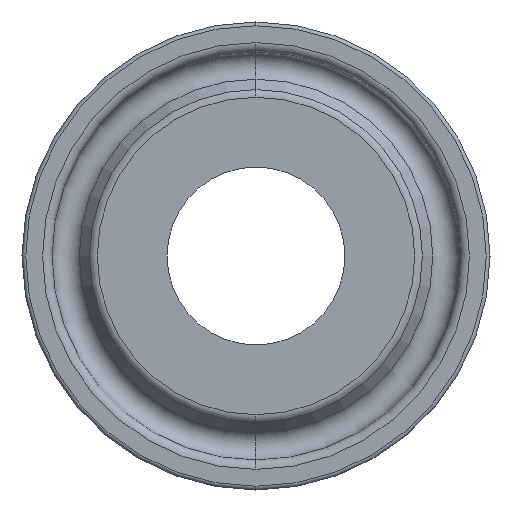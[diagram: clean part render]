
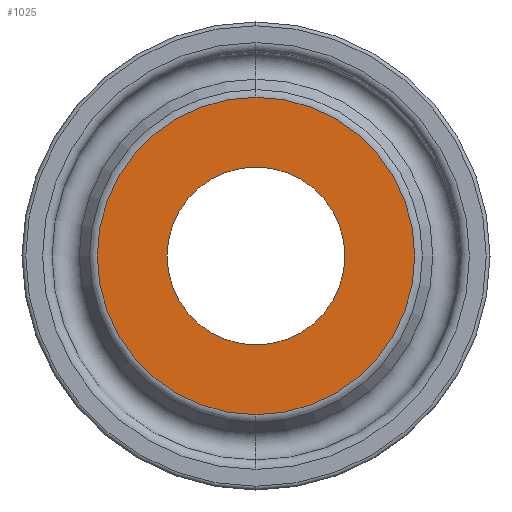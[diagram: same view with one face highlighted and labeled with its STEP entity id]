
A CAD part, left-side view. The second image highlights one B-rep face of the part: STEP entity #1025.
In plain terms, the highlighted planar face has unit normal (-1, 0, 0).
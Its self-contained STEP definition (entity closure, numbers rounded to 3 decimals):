
#15 = ORIENTED_EDGE ( 'NONE', *, *, #78, .F. ) ;
#40 = DIRECTION ( 'NONE',  ( 0., 0., 1. ) ) ;
#52 = CIRCLE ( 'NONE', #900, 4.75 ) ;
#61 = CARTESIAN_POINT ( 'NONE',  ( 0.8, 0., -8.478 ) ) ;
#76 = AXIS2_PLACEMENT_3D ( 'NONE', #530, #947, #1085 ) ;
#78 = EDGE_CURVE ( 'NONE', #582, #853, #52, .T. ) ;
#98 = AXIS2_PLACEMENT_3D ( 'NONE', #615, #956, #442 ) ;
#107 = DIRECTION ( 'NONE',  ( 0., 0., 1. ) ) ;
#197 = DIRECTION ( 'NONE',  ( -1., 0., 0. ) ) ;
#220 = DIRECTION ( 'NONE',  ( 0., 0., 1. ) ) ;
#221 = EDGE_LOOP ( 'NONE', ( #932, #15 ) ) ;
#225 = ORIENTED_EDGE ( 'NONE', *, *, #404, .T. ) ;
#272 = PLANE ( 'NONE',  #98 ) ;
#299 = DIRECTION ( 'NONE',  ( -1., 0., 0. ) ) ;
#300 = AXIS2_PLACEMENT_3D ( 'NONE', #831, #1077, #220 ) ;
#303 = CIRCLE ( 'NONE', #76, 8.478 ) ;
#374 = CARTESIAN_POINT ( 'NONE',  ( 0.8, 0., 0. ) ) ;
#404 = EDGE_CURVE ( 'NONE', #807, #781, #905, .T. ) ;
#423 = FACE_BOUND ( 'NONE', #221, .T. ) ;
#442 = DIRECTION ( 'NONE',  ( 0., 0., -1. ) ) ;
#530 = CARTESIAN_POINT ( 'NONE',  ( 0.8, 0., 0. ) ) ;
#556 = CIRCLE ( 'NONE', #642, 4.75 ) ;
#582 = VERTEX_POINT ( 'NONE', #692 ) ;
#615 = CARTESIAN_POINT ( 'NONE',  ( 0.8, 4.75, 0. ) ) ;
#642 = AXIS2_PLACEMENT_3D ( 'NONE', #374, #197, #107 ) ;
#650 = EDGE_CURVE ( 'NONE', #853, #582, #556, .T. ) ;
#653 = CARTESIAN_POINT ( 'NONE',  ( 0.8, 0., 4.75 ) ) ;
#692 = CARTESIAN_POINT ( 'NONE',  ( 0.8, 0., -4.75 ) ) ;
#781 = VERTEX_POINT ( 'NONE', #901 ) ;
#802 = ORIENTED_EDGE ( 'NONE', *, *, #913, .T. ) ;
#807 = VERTEX_POINT ( 'NONE', #61 ) ;
#813 = CARTESIAN_POINT ( 'NONE',  ( 0.8, 0., 0. ) ) ;
#831 = CARTESIAN_POINT ( 'NONE',  ( 0.8, 0., 0. ) ) ;
#853 = VERTEX_POINT ( 'NONE', #653 ) ;
#900 = AXIS2_PLACEMENT_3D ( 'NONE', #813, #299, #40 ) ;
#901 = CARTESIAN_POINT ( 'NONE',  ( 0.8, 0., 8.478 ) ) ;
#905 = CIRCLE ( 'NONE', #300, 8.478 ) ;
#913 = EDGE_CURVE ( 'NONE', #781, #807, #303, .T. ) ;
#932 = ORIENTED_EDGE ( 'NONE', *, *, #650, .F. ) ;
#947 = DIRECTION ( 'NONE',  ( -1., 0., 0. ) ) ;
#956 = DIRECTION ( 'NONE',  ( 1., 0., 0. ) ) ;
#1025 = ADVANCED_FACE ( 'NONE', ( #423, #1096 ), #272, .F. ) ;
#1026 = EDGE_LOOP ( 'NONE', ( #802, #225 ) ) ;
#1077 = DIRECTION ( 'NONE',  ( -1., 0., 0. ) ) ;
#1085 = DIRECTION ( 'NONE',  ( 0., 0., 1. ) ) ;
#1096 = FACE_OUTER_BOUND ( 'NONE', #1026, .T. ) ;
